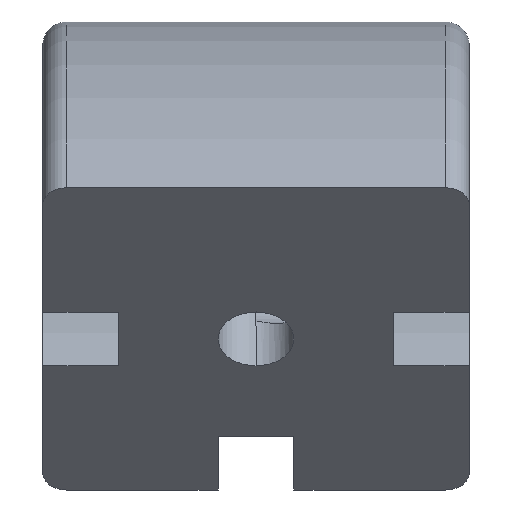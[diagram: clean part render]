
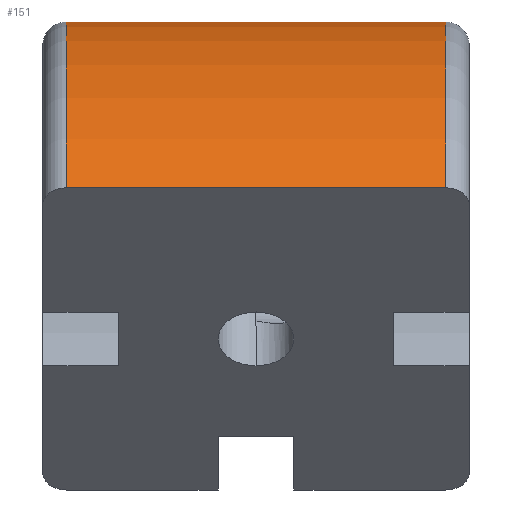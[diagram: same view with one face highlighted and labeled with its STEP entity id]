
A CAD part, top view. The second image highlights one B-rep face of the part: STEP entity #151.
In plain terms, the highlighted cylindrical face has radius 60 mm (diameter 120 mm), a partial arc.
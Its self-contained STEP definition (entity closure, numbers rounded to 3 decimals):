
#134 = AXIS2_PLACEMENT_3D ( 'NONE', #825, #1030, #362 ) ;
#144 = VERTEX_POINT ( 'NONE', #684 ) ;
#151 = ADVANCED_FACE ( 'NONE', ( #1178 ), #617, .T. ) ;
#208 = ORIENTED_EDGE ( 'NONE', *, *, #1238, .T. ) ;
#285 = EDGE_CURVE ( 'NONE', #144, #959, #916, .T. ) ;
#362 = DIRECTION ( 'NONE',  ( 0., 1., 0. ) ) ;
#397 = ORIENTED_EDGE ( 'NONE', *, *, #285, .T. ) ;
#512 = EDGE_LOOP ( 'NONE', ( #397, #925, #936, #208 ) ) ;
#544 = EDGE_CURVE ( 'NONE', #1076, #844, #585, .T. ) ;
#550 = CARTESIAN_POINT ( 'NONE',  ( -22.5, 60., 0. ) ) ;
#585 = LINE ( 'NONE', #1287, #847 ) ;
#590 = DIRECTION ( 'NONE',  ( 0., -1., 0. ) ) ;
#596 = CIRCLE ( 'NONE', #134, 60. ) ;
#617 = CYLINDRICAL_SURFACE ( 'NONE', #839, 60. ) ;
#684 = CARTESIAN_POINT ( 'NONE',  ( 20., 60., 0. ) ) ;
#765 = CARTESIAN_POINT ( 'NONE',  ( -20., 42.426, 42.426 ) ) ;
#789 = CARTESIAN_POINT ( 'NONE',  ( -20., 60., 0. ) ) ;
#825 = CARTESIAN_POINT ( 'NONE',  ( -20., 0., 0. ) ) ;
#839 = AXIS2_PLACEMENT_3D ( 'NONE', #1310, #1139, #953 ) ;
#844 = VERTEX_POINT ( 'NONE', #765 ) ;
#847 = VECTOR ( 'NONE', #1311, 1000. ) ;
#868 = CARTESIAN_POINT ( 'NONE',  ( 20., 42.426, 42.426 ) ) ;
#916 = LINE ( 'NONE', #550, #1208 ) ;
#918 = DIRECTION ( 'NONE',  ( -1., 0., 0. ) ) ;
#925 = ORIENTED_EDGE ( 'NONE', *, *, #1184, .T. ) ;
#936 = ORIENTED_EDGE ( 'NONE', *, *, #544, .F. ) ;
#953 = DIRECTION ( 'NONE',  ( 0., -1., 0. ) ) ;
#959 = VERTEX_POINT ( 'NONE', #789 ) ;
#979 = DIRECTION ( 'NONE',  ( -1., 0., 0. ) ) ;
#1030 = DIRECTION ( 'NONE',  ( 1., 0., 0. ) ) ;
#1076 = VERTEX_POINT ( 'NONE', #868 ) ;
#1139 = DIRECTION ( 'NONE',  ( -1., 0., 0. ) ) ;
#1178 = FACE_OUTER_BOUND ( 'NONE', #512, .T. ) ;
#1184 = EDGE_CURVE ( 'NONE', #959, #844, #596, .T. ) ;
#1208 = VECTOR ( 'NONE', #918, 1000. ) ;
#1211 = AXIS2_PLACEMENT_3D ( 'NONE', #1254, #979, #590 ) ;
#1218 = CIRCLE ( 'NONE', #1211, 60. ) ;
#1238 = EDGE_CURVE ( 'NONE', #1076, #144, #1218, .T. ) ;
#1254 = CARTESIAN_POINT ( 'NONE',  ( 20., 0., 0. ) ) ;
#1287 = CARTESIAN_POINT ( 'NONE',  ( -22.5, 42.426, 42.426 ) ) ;
#1310 = CARTESIAN_POINT ( 'NONE',  ( -22.5, 0., 0. ) ) ;
#1311 = DIRECTION ( 'NONE',  ( -1., 0., 0. ) ) ;
